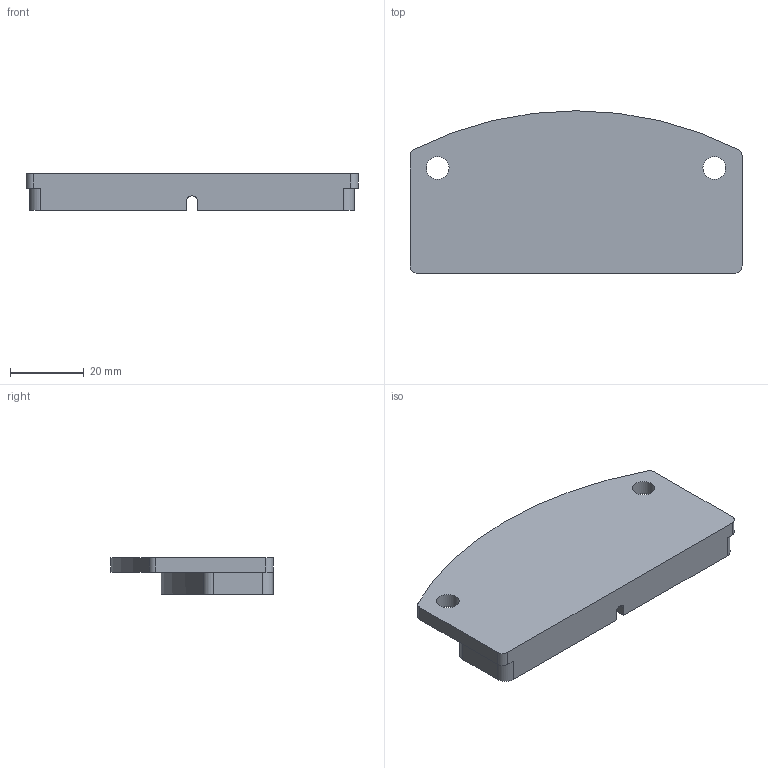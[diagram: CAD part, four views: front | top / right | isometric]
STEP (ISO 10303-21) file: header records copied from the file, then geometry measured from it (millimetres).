
FILE_DESCRIPTION(/* description */ (''),/* implementation_level */ '2;1');
FILE_NAME(/* name */ 'A743_-_PASTIGLIA_FRENO_1_MIR.stp',/* time_stamp */ '2016-06-02T11:36:36+02:00',/* author */ (''),/* organization */ (''),/* preprocessor_version */ 'ST-DEVELOPER v16.5',/* originating_system */ 'Autodesk Translation Framework v5.0.0.3310',/* authorisation */ '');
FILE_SCHEMA (('AUTOMOTIVE_DESIGN { 1 0 10303 214 3 1 1 }'));
Length unit declared in the file: centimetre
Products named in the file (1): A743_-_PASTIGLIA_FRENO_1_MIR
Bounding box: 90 x 44 x 10 mm (x, y, z)
Volume: 27874.1 mm3; surface area: 9757.9 mm2
Topology: 1 solids, 1 shells, 24 faces, 66 edges, 44 vertices
Faces by surface type: cylinder 13, plane 11
Full cylindrical faces by diameter (mm): 6.2 x2
Entity records: 813 total; most frequent: CARTESIAN_POINT 150, DIRECTION 139, ORIENTED_EDGE 128, EDGE_CURVE 64, AXIS2_PLACEMENT_3D 51, VERTEX_POINT 44, LINE 37, VECTOR 37
